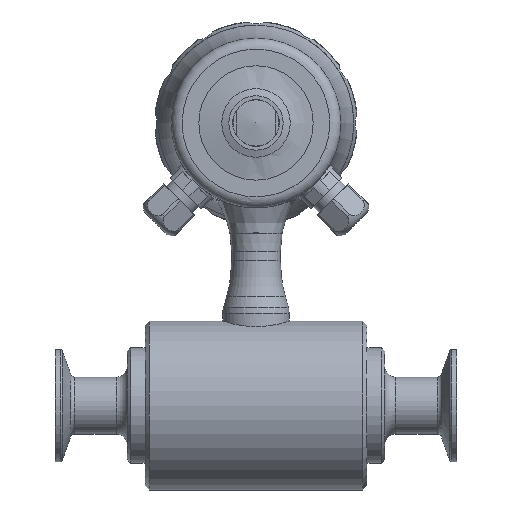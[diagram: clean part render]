
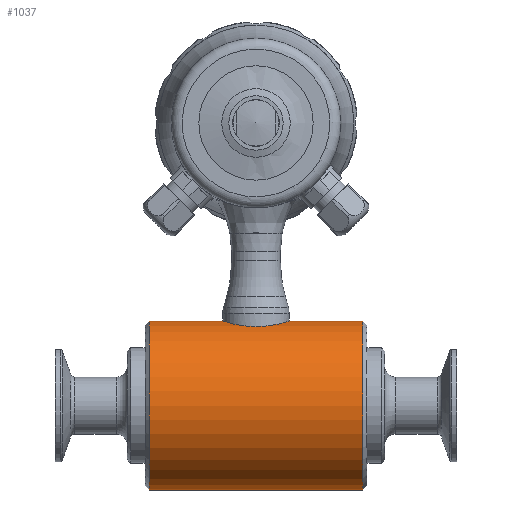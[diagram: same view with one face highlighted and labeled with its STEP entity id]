
A CAD part, left-side view. The second image highlights one B-rep face of the part: STEP entity #1037.
In plain terms, the highlighted cylindrical face has radius 38.05 mm (diameter 76.1 mm), a full revolution.
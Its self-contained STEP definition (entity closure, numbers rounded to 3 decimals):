
#1037 = ADVANCED_FACE( 'NONE', ( #2391, #2392, #2393 ), #2394, .T. );
#2391 = FACE_BOUND( '', #4356, .T. );
#2392 = FACE_OUTER_BOUND( '', #4357, .T. );
#2393 = FACE_OUTER_BOUND( '', #4358, .T. );
#2394 = CYLINDRICAL_SURFACE( '', #4359, 38.05 );
#4356 = EDGE_LOOP( '', ( #7955, #7956, #7957, #7958, #7959, #7960 ) );
#4357 = EDGE_LOOP( '', ( #7961 ) );
#4358 = EDGE_LOOP( '', ( #7962 ) );
#4359 = AXIS2_PLACEMENT_3D( '', #7963, #7964, #7965 );
#7955 = ORIENTED_EDGE( '', *, *, #11100, .F. );
#7956 = ORIENTED_EDGE( '', *, *, #11580, .F. );
#7957 = ORIENTED_EDGE( '', *, *, #10920, .F. );
#7958 = ORIENTED_EDGE( '', *, *, #11581, .F. );
#7959 = ORIENTED_EDGE( '', *, *, #10865, .F. );
#7960 = ORIENTED_EDGE( '', *, *, #10924, .F. );
#7961 = ORIENTED_EDGE( '', *, *, #11582, .F. );
#7962 = ORIENTED_EDGE( '', *, *, #11332, .T. );
#7963 = CARTESIAN_POINT( '', ( 0., -109.971, 0. ) );
#7964 = DIRECTION( '', ( 0., 1., 0. ) );
#7965 = DIRECTION( '', ( 0., 0., 1. ) );
#10865 = EDGE_CURVE( '', #12973, #12975, #12976, .T. );
#10920 = EDGE_CURVE( '', #13067, #13069, #13070, .T. );
#10924 = EDGE_CURVE( '', #13075, #12973, #13077, .T. );
#11100 = EDGE_CURVE( '', #13344, #13075, #13346, .F. );
#11332 = EDGE_CURVE( 'NONE', #13697, #13697, #13698, .T. );
#11580 = EDGE_CURVE( '', #13069, #13344, #14058, .T. );
#11581 = EDGE_CURVE( '', #12975, #13067, #14059, .F. );
#11582 = EDGE_CURVE( 'NONE', #14060, #14060, #14061, .T. );
#12973 = VERTEX_POINT( '', #16599 );
#12975 = VERTEX_POINT( '', #16610 );
#12976 = LINE( '', #16611, #16612 );
#13067 = VERTEX_POINT( '', #16846 );
#13069 = VERTEX_POINT( '', #16857 );
#13070 = B_SPLINE_CURVE_WITH_KNOTS( '', 3, ( #16858, #16859, #16860, #16861, #16862, #16863, #16864, #16865, #16866, #16867, #16868, #16869 ), .UNSPECIFIED., .F., .F., ( 4, 1, 1, 1, 1, 1, 1, 1, 1, 4 ), ( 0., 0.1, 0.2, 0.3, 0.4, 0.499, 0.5, 0.666, 0.833, 1. ), .UNSPECIFIED. );
#13075 = VERTEX_POINT( '', #16906 );
#13077 = B_SPLINE_CURVE_WITH_KNOTS( '', 3, ( #16915, #16916, #16917, #16918, #16919, #16920, #16921, #16922, #16923, #16924, #16925, #16926, #16927 ), .UNSPECIFIED., .F., .F., ( 4, 1, 1, 1, 1, 1, 1, 1, 1, 1, 4 ), ( 0., 0.1, 0.2, 0.3, 0.4, 0.5, 0.6, 0.7, 0.8, 0.9, 1. ), .UNSPECIFIED. );
#13344 = VERTEX_POINT( '', #17844 );
#13346 = LINE( '', #17863, #17864 );
#13697 = VERTEX_POINT( '', #18843 );
#13698 = CIRCLE( '', #18844, 38.05 );
#14058 = LINE( '', #19843, #19844 );
#14059 = LINE( '', #19845, #19846 );
#14060 = VERTEX_POINT( '', #19847 );
#14061 = CIRCLE( '', #19848, 38.05 );
#16599 = CARTESIAN_POINT( '', ( -1.786, 14.893, 38.008 ) );
#16610 = CARTESIAN_POINT( '', ( -1.786, 9.331, 38.008 ) );
#16611 = CARTESIAN_POINT( '', ( -1.786, 0.036, 38.008 ) );
#16612 = VECTOR( '', #22248, 1000. );
#16846 = CARTESIAN_POINT( '', ( -1.786, -14.893, 38.008 ) );
#16857 = CARTESIAN_POINT( '', ( 1.786, -14.893, 38.008 ) );
#16858 = CARTESIAN_POINT( '', ( -1.786, -14.893, 38.008 ) );
#16859 = CARTESIAN_POINT( '', ( -1.667, -14.907, 38.013 ) );
#16860 = CARTESIAN_POINT( '', ( -1.43, -14.934, 38.024 ) );
#16861 = CARTESIAN_POINT( '', ( -1.073, -14.963, 38.035 ) );
#16862 = CARTESIAN_POINT( '', ( -0.716, -14.984, 38.044 ) );
#16863 = CARTESIAN_POINT( '', ( -0.359, -14.997, 38.049 ) );
#16864 = CARTESIAN_POINT( '', ( -0.12, -15., 38.05 ) );
#16865 = CARTESIAN_POINT( '', ( 0.198, -15., 38.05 ) );
#16866 = CARTESIAN_POINT( '', ( 0.596, -14.992, 38.047 ) );
#16867 = CARTESIAN_POINT( '', ( 1.192, -14.958, 38.033 ) );
#16868 = CARTESIAN_POINT( '', ( 1.588, -14.915, 38.016 ) );
#16869 = CARTESIAN_POINT( '', ( 1.786, -14.893, 38.008 ) );
#16906 = CARTESIAN_POINT( '', ( 1.786, 14.893, 38.008 ) );
#16915 = CARTESIAN_POINT( '', ( 1.786, 14.893, 38.008 ) );
#16916 = CARTESIAN_POINT( '', ( 1.667, 14.907, 38.013 ) );
#16917 = CARTESIAN_POINT( '', ( 1.43, 14.933, 38.024 ) );
#16918 = CARTESIAN_POINT( '', ( 1.073, 14.963, 38.035 ) );
#16919 = CARTESIAN_POINT( '', ( 0.716, 14.984, 38.044 ) );
#16920 = CARTESIAN_POINT( '', ( 0.358, 14.997, 38.049 ) );
#16921 = CARTESIAN_POINT( '', ( 0., 15.001, 38.05 ) );
#16922 = CARTESIAN_POINT( '', ( -0.358, 14.997, 38.049 ) );
#16923 = CARTESIAN_POINT( '', ( -0.716, 14.984, 38.044 ) );
#16924 = CARTESIAN_POINT( '', ( -1.073, 14.963, 38.035 ) );
#16925 = CARTESIAN_POINT( '', ( -1.43, 14.933, 38.024 ) );
#16926 = CARTESIAN_POINT( '', ( -1.667, 14.907, 38.013 ) );
#16927 = CARTESIAN_POINT( '', ( -1.786, 14.893, 38.008 ) );
#17844 = CARTESIAN_POINT( '', ( 1.786, 9.331, 38.008 ) );
#17863 = CARTESIAN_POINT( '', ( 1.786, 0.036, 38.008 ) );
#17864 = VECTOR( '', #22470, 1000. );
#18843 = CARTESIAN_POINT( '', ( 0., 48., 38.05 ) );
#18844 = AXIS2_PLACEMENT_3D( '', #22708, #22709, #22710 );
#19843 = CARTESIAN_POINT( '', ( 1.786, -15., 38.008 ) );
#19844 = VECTOR( '', #22943, 1000. );
#19845 = CARTESIAN_POINT( '', ( -1.786, -15., 38.008 ) );
#19846 = VECTOR( '', #22944, 1000. );
#19847 = CARTESIAN_POINT( '', ( 0., -48., 38.05 ) );
#19848 = AXIS2_PLACEMENT_3D( '', #22945, #22946, #22947 );
#22248 = DIRECTION( '', ( 0., -1., 0. ) );
#22470 = DIRECTION( '', ( 0., -1., 0. ) );
#22708 = CARTESIAN_POINT( '', ( 0., 48., 0. ) );
#22709 = DIRECTION( '', ( 0., -1., 0. ) );
#22710 = DIRECTION( '', ( 0., 0., 1. ) );
#22943 = DIRECTION( '', ( 0., 1., 0. ) );
#22944 = DIRECTION( '', ( 0., 1., 0. ) );
#22945 = CARTESIAN_POINT( '', ( 0., -48., 0. ) );
#22946 = DIRECTION( '', ( 0., -1., 0. ) );
#22947 = DIRECTION( '', ( 0., 0., 1. ) );
